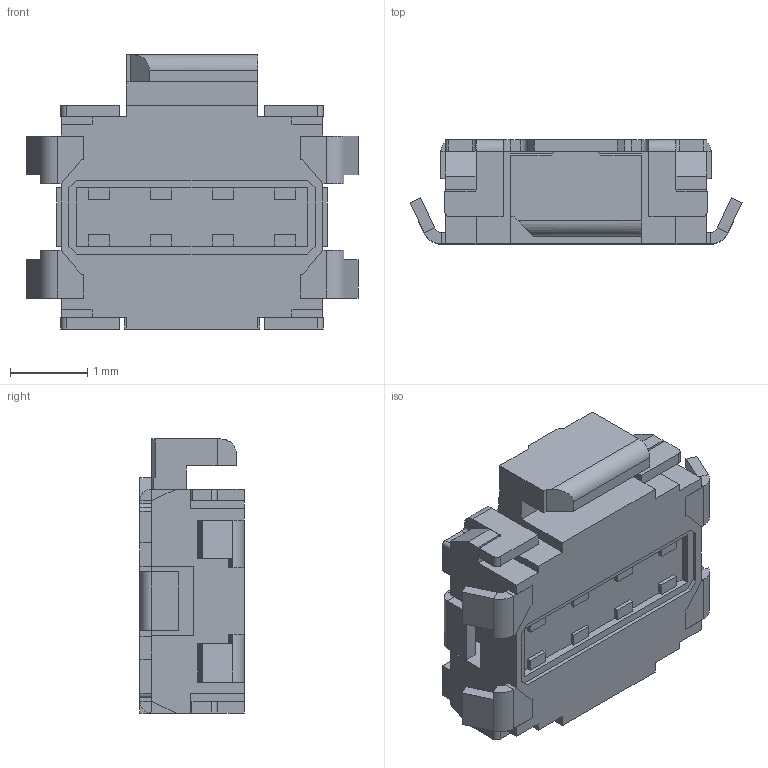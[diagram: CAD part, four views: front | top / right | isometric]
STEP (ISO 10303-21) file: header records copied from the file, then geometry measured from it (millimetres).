
FILE_DESCRIPTION (( 'STEP AP214' ), '1' );
FILE_NAME ('EVQ-P7B01P.STEP', '2022-03-07T08:02:31', ( '' ), ( '' ), 'SwSTEP 2.0', 'SolidWorks 2017', '' );
FILE_SCHEMA (( 'AUTOMOTIVE_DESIGN' ));
Length unit declared in the file: millimetre
Products named in the file (1): EVQ-P7B01P
Bounding box: 4.3 x 1.35 x 3.55 mm (x, y, z)
Volume: 12.6 mm3; surface area: 75.3 mm2
Topology: 6 solids, 6 shells, 354 faces, 923 edges, 584 vertices
Faces by surface type: plane 311, cylinder 43
Entity records: 10665 total; most frequent: CARTESIAN_POINT 1865, ORIENTED_EDGE 1846, DIRECTION 1719, EDGE_CURVE 923, VECTOR 835, LINE 835, VERTEX_POINT 584, AXIS2_PLACEMENT_3D 442
